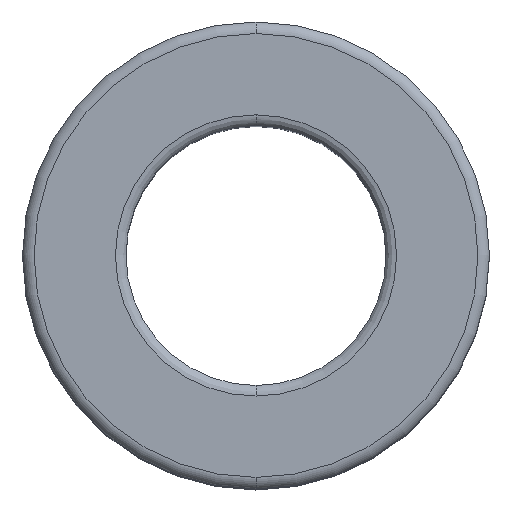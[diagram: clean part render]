
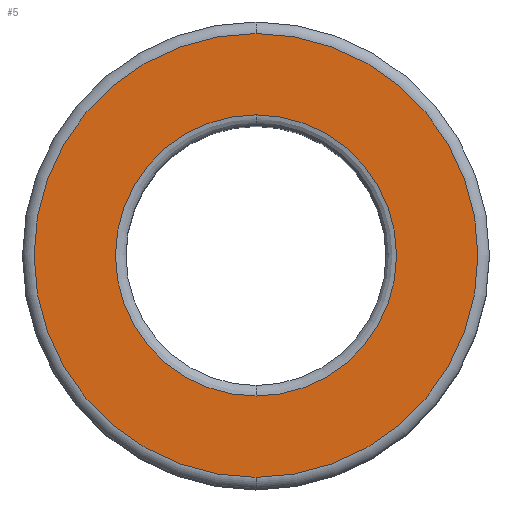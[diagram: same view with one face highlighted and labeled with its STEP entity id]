
A CAD part, top view. The second image highlights one B-rep face of the part: STEP entity #5.
In plain terms, the highlighted planar face has unit normal (0, 0, 1).
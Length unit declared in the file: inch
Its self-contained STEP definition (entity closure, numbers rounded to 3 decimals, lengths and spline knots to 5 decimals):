
#5 = ADVANCED_FACE ( 'NONE', ( #31, #192 ), #945, .F. ) ;
#31 = FACE_BOUND ( 'NONE', #221, .T. ) ;
#91 = DIRECTION ( 'NONE',  ( 0., -1., 0. ) ) ;
#192 = FACE_OUTER_BOUND ( 'NONE', #638, .T. ) ;
#221 = EDGE_LOOP ( 'NONE', ( #841, #260 ) ) ;
#260 = ORIENTED_EDGE ( 'NONE', *, *, #1356, .T. ) ;
#298 = CIRCLE ( 'NONE', #1609, 0.3385 ) ;
#307 = DIRECTION ( 'NONE',  ( 0., 0., -1. ) ) ;
#345 = AXIS2_PLACEMENT_3D ( 'NONE', #598, #307, #1109 ) ;
#378 = CARTESIAN_POINT ( 'NONE',  ( 0., 0., 0.74625 ) ) ;
#477 = CIRCLE ( 'NONE', #345, 0.53438 ) ;
#561 = DIRECTION ( 'NONE',  ( 0., 1., 0. ) ) ;
#579 = EDGE_CURVE ( 'NONE', #1506, #1711, #1159, .T. ) ;
#598 = CARTESIAN_POINT ( 'NONE',  ( 0., 0., 0.74625 ) ) ;
#601 = CARTESIAN_POINT ( 'NONE',  ( 0.3385, 0., 0.74625 ) ) ;
#619 = DIRECTION ( 'NONE',  ( 0., 0., -1. ) ) ;
#630 = AXIS2_PLACEMENT_3D ( 'NONE', #1220, #1359, #1205 ) ;
#638 = EDGE_LOOP ( 'NONE', ( #1421, #803 ) ) ;
#692 = VERTEX_POINT ( 'NONE', #601 ) ;
#803 = ORIENTED_EDGE ( 'NONE', *, *, #579, .F. ) ;
#814 = EDGE_CURVE ( 'NONE', #692, #1139, #1222, .T. ) ;
#836 = CARTESIAN_POINT ( 'NONE',  ( -0.3385, 0., 0.74625 ) ) ;
#841 = ORIENTED_EDGE ( 'NONE', *, *, #814, .T. ) ;
#909 = CARTESIAN_POINT ( 'NONE',  ( 0., 0., 0.74625 ) ) ;
#937 = DIRECTION ( 'NONE',  ( 0., -1., 0. ) ) ;
#945 = PLANE ( 'NONE',  #1478 ) ;
#1055 = EDGE_CURVE ( 'NONE', #1711, #1506, #477, .T. ) ;
#1109 = DIRECTION ( 'NONE',  ( 0., 1., 0. ) ) ;
#1139 = VERTEX_POINT ( 'NONE', #836 ) ;
#1159 = CIRCLE ( 'NONE', #630, 0.53438 ) ;
#1205 = DIRECTION ( 'NONE',  ( 0., 1., 0. ) ) ;
#1220 = CARTESIAN_POINT ( 'NONE',  ( 0., 0., 0.74625 ) ) ;
#1222 = CIRCLE ( 'NONE', #1446, 0.3385 ) ;
#1290 = CARTESIAN_POINT ( 'NONE',  ( 0., 0.53437, 0.74625 ) ) ;
#1356 = EDGE_CURVE ( 'NONE', #1139, #692, #298, .T. ) ;
#1359 = DIRECTION ( 'NONE',  ( 0., 0., -1. ) ) ;
#1377 = DIRECTION ( 'NONE',  ( 0., 0., -1. ) ) ;
#1421 = ORIENTED_EDGE ( 'NONE', *, *, #1055, .F. ) ;
#1446 = AXIS2_PLACEMENT_3D ( 'NONE', #378, #619, #91 ) ;
#1478 = AXIS2_PLACEMENT_3D ( 'NONE', #1485, #1377, #561 ) ;
#1485 = CARTESIAN_POINT ( 'NONE',  ( 0., 0.53438, 0.74625 ) ) ;
#1506 = VERTEX_POINT ( 'NONE', #1657 ) ;
#1608 = DIRECTION ( 'NONE',  ( 0., 0., -1. ) ) ;
#1609 = AXIS2_PLACEMENT_3D ( 'NONE', #909, #1608, #937 ) ;
#1657 = CARTESIAN_POINT ( 'NONE',  ( 0., -0.53438, 0.74625 ) ) ;
#1711 = VERTEX_POINT ( 'NONE', #1290 ) ;
